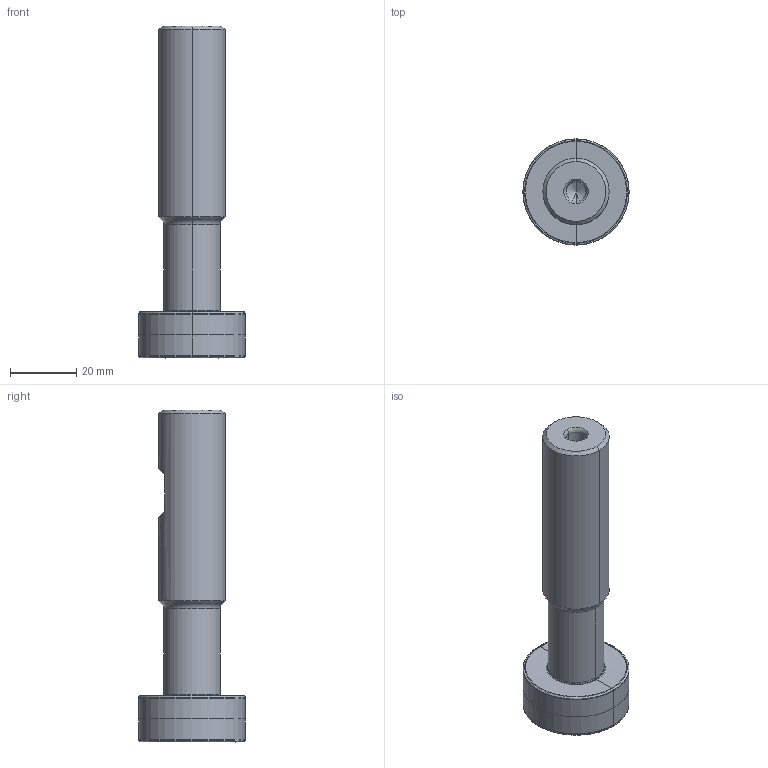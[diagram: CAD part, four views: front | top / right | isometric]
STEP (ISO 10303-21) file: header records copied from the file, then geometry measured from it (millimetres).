
FILE_DESCRIPTION((''),'2;1');
FILE_NAME('15T1E032014W4R00','2015-10-31T',('schorn'),(''),'PRO/ENGINEER BY PARAMETRIC TECHNOLOGY CORPORATION, 2011490','PRO/ENGINEER BY PARAMETRIC TECHNOLOGY CORPORATION, 2011490','');
FILE_SCHEMA(('AUTOMOTIVE_DESIGN { 1 2 10303 214 0 1 1 1 }'));
Length unit declared in the file: millimetre
Products named in the file (3): NOCUT; CUT; 15T1E032014W4R00
Assembly tree (2 placements, depth 2):
  15T1E032014W4R00
    NOCUT
    CUT
Bounding box: 32.01 x 32.01 x 100 mm (x, y, z)
Volume: 39141.9 mm3; surface area: 12734.1 mm2
Topology: 2 solids, 2 shells, 72 faces, 155 edges, 97 vertices
Faces by surface type: revolution 36, cylinder 10, torus 10, cone 10, plane 6
Entity records: 4762 total; most frequent: CARTESIAN_POINT 2565, DIRECTION 327, ORIENTED_EDGE 290, PRESENTATION_STYLE_ASSIGNMENT 159, STYLED_ITEM 159, CURVE_STYLE 157, EDGE_CURVE 145, AXIS2_PLACEMENT_3D 130
